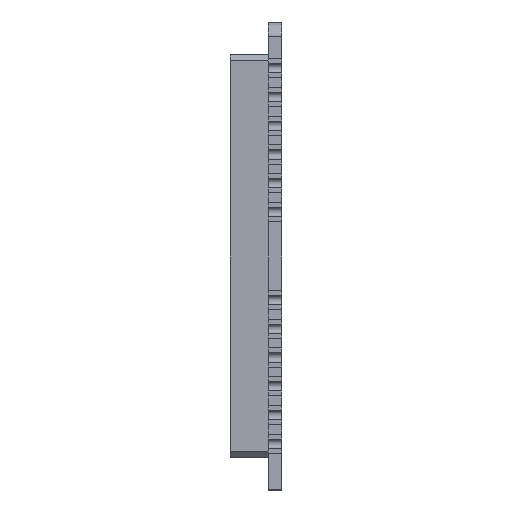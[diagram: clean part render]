
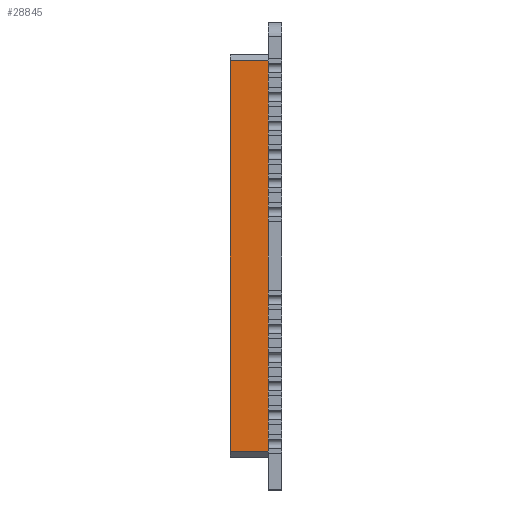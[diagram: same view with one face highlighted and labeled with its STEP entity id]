
A CAD part, left-side view. The second image highlights one B-rep face of the part: STEP entity #28845.
In plain terms, the highlighted planar face has unit normal (-1, 0, 0).
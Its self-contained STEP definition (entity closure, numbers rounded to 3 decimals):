
#1140 = VECTOR ( 'NONE', #25795, 1000. ) ;
#1604 = ORIENTED_EDGE ( 'NONE', *, *, #27684, .T. ) ;
#1985 = DIRECTION ( 'NONE',  ( 0., 0., -1. ) ) ;
#3887 = EDGE_CURVE ( 'NONE', #25566, #30696, #5546, .T. ) ;
#4575 = AXIS2_PLACEMENT_3D ( 'NONE', #33407, #17668, #1985 ) ;
#4739 = VECTOR ( 'NONE', #33706, 1000. ) ;
#5546 = LINE ( 'NONE', #25312, #4739 ) ;
#6740 = CARTESIAN_POINT ( 'NONE',  ( -10.5, 2.7, -10.2 ) ) ;
#7291 = ORIENTED_EDGE ( 'NONE', *, *, #10699, .F. ) ;
#9849 = CARTESIAN_POINT ( 'NONE',  ( -10.5, 2.7, 10.2 ) ) ;
#10699 = EDGE_CURVE ( 'NONE', #30696, #29424, #22088, .T. ) ;
#11162 = CARTESIAN_POINT ( 'NONE',  ( -10.5, 0.7, -10.2 ) ) ;
#11378 = EDGE_LOOP ( 'NONE', ( #15384, #7291, #12443, #1604 ) ) ;
#11421 = VERTEX_POINT ( 'NONE', #11162 ) ;
#11536 = VECTOR ( 'NONE', #18966, 1000. ) ;
#12443 = ORIENTED_EDGE ( 'NONE', *, *, #3887, .F. ) ;
#13961 = CARTESIAN_POINT ( 'NONE',  ( -10.5, 0.7, -10.2 ) ) ;
#15349 = CARTESIAN_POINT ( 'NONE',  ( -10.5, 0.7, 10.2 ) ) ;
#15384 = ORIENTED_EDGE ( 'NONE', *, *, #24359, .T. ) ;
#16484 = CARTESIAN_POINT ( 'NONE',  ( -10.5, 2.7, -10.2 ) ) ;
#17668 = DIRECTION ( 'NONE',  ( 1., 0., 0. ) ) ;
#18541 = CARTESIAN_POINT ( 'NONE',  ( -10.5, 2.7, 10.2 ) ) ;
#18966 = DIRECTION ( 'NONE',  ( 0., -1., 0. ) ) ;
#19842 = FACE_OUTER_BOUND ( 'NONE', #11378, .T. ) ;
#20255 = VECTOR ( 'NONE', #21753, 1000. ) ;
#21753 = DIRECTION ( 'NONE',  ( 0., 0., 1. ) ) ;
#21894 = LINE ( 'NONE', #13961, #20255 ) ;
#22088 = LINE ( 'NONE', #9849, #1140 ) ;
#22870 = PLANE ( 'NONE',  #4575 ) ;
#24359 = EDGE_CURVE ( 'NONE', #11421, #29424, #21894, .T. ) ;
#25312 = CARTESIAN_POINT ( 'NONE',  ( -10.5, 2.7, -10.2 ) ) ;
#25566 = VERTEX_POINT ( 'NONE', #6740 ) ;
#25795 = DIRECTION ( 'NONE',  ( 0., -1., 0. ) ) ;
#27684 = EDGE_CURVE ( 'NONE', #25566, #11421, #31651, .T. ) ;
#28845 = ADVANCED_FACE ( 'NONE', ( #19842 ), #22870, .F. ) ;
#29424 = VERTEX_POINT ( 'NONE', #15349 ) ;
#30696 = VERTEX_POINT ( 'NONE', #18541 ) ;
#31651 = LINE ( 'NONE', #16484, #11536 ) ;
#33407 = CARTESIAN_POINT ( 'NONE',  ( -10.5, 2.7, -10.2 ) ) ;
#33706 = DIRECTION ( 'NONE',  ( 0., 0., 1. ) ) ;
